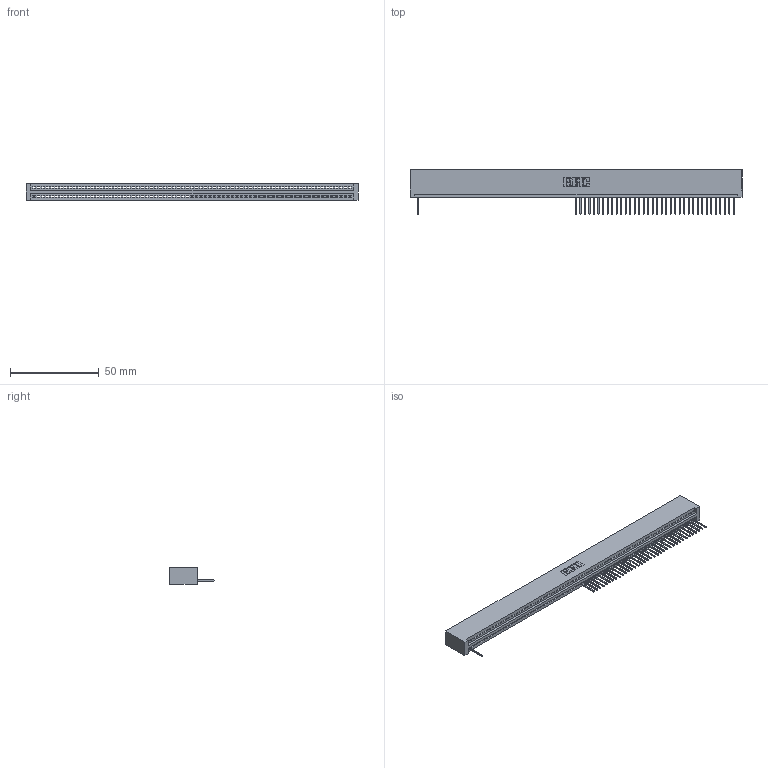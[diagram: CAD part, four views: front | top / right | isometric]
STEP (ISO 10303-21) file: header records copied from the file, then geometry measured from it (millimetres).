
FILE_DESCRIPTION (( 'STEP AP203' ), '1' );
FILE_NAME ('395-071-523-101.STEP', '2018-11-27T04:25:19', ( '' ), ( '' ), 'SwSTEP 2.0', 'SolidWorks 2016', '' );
FILE_SCHEMA (( 'CONFIG_CONTROL_DESIGN' ));
Length unit declared in the file: inch
Products named in the file (3): 395-071-523-101; 345 Part_No Mounting Lugs; 345-292-001_345-293-123
Assembly tree (38 placements, depth 2):
  395-071-523-101
    345 Part_No Mounting Lugs
    345-292-001_345-293-123  x37
Bounding box: 186.94 x 24.82 x 9.4 mm (x, y, z)
Volume: 18174.4 mm3; surface area: 22709.2 mm2
Topology: 38 solids, 38 shells, 2808 faces, 8665 edges, 5726 vertices
Faces by surface type: plane 2032, cylinder 776
Entity records: 48185 total; most frequent: ORIENTED_EDGE 8546, CARTESIAN_POINT 8507, DIRECTION 7343, EDGE_CURVE 4273, LINE 3865, VECTOR 3865, VERTEX_POINT 2846, AXIS2_PLACEMENT_3D 1739
